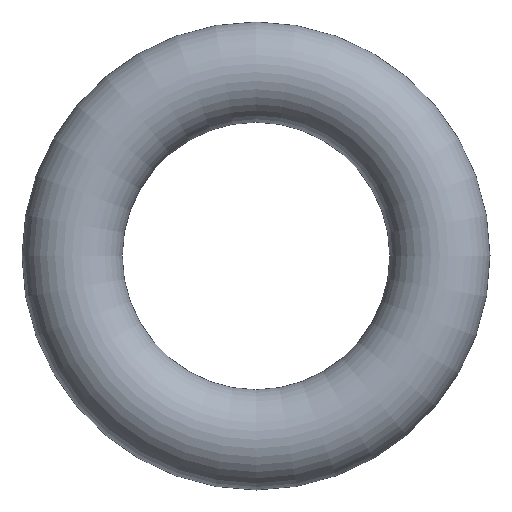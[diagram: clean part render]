
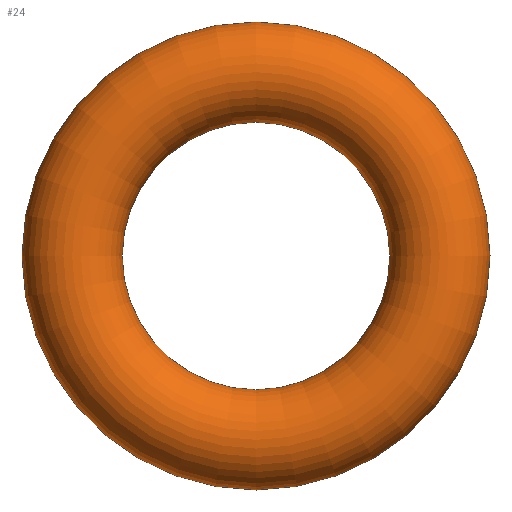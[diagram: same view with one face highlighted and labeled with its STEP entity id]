
A CAD part, left-side view. The second image highlights one B-rep face of the part: STEP entity #24.
In plain terms, the highlighted toroidal (fillet/blend) face has major radius 2.75 mm and minor radius 0.75 mm.
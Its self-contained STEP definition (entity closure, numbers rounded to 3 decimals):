
#20=VERTEX_POINT('',#45);
#21=VERTEX_LOOP('',#20);
#22=FACE_BOUND('',#21,.T.);
#23=TOROIDAL_SURFACE('',#38,2.75,0.75);
#24=ADVANCED_FACE('',(#22),#23,.T.);
#38=AXIS2_PLACEMENT_3D('',#44,#41,#42);
#41=DIRECTION('',(1.,0.,0.));
#42=DIRECTION('',(0.,0.,-1.));
#44=CARTESIAN_POINT('',(0.,0.,0.));
#45=CARTESIAN_POINT('',(0.,0.,-2.));
